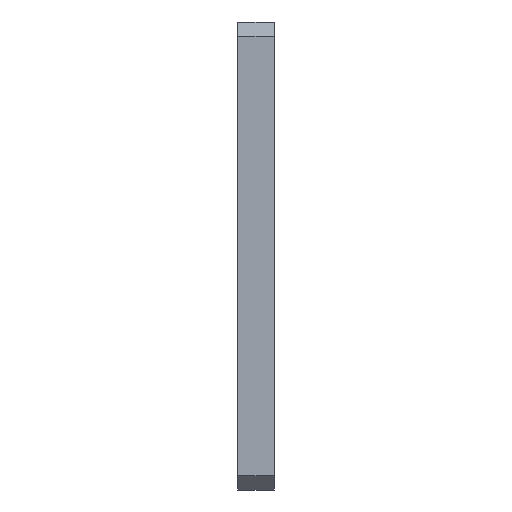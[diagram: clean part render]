
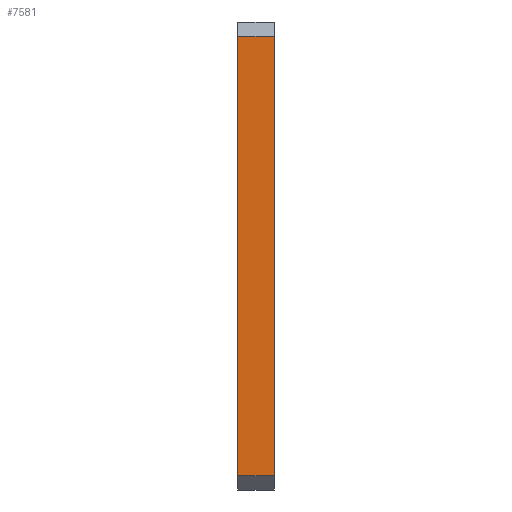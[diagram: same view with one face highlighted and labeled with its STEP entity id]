
A CAD part, front view. The second image highlights one B-rep face of the part: STEP entity #7581.
In plain terms, the highlighted planar face has unit normal (0, -1, 0).
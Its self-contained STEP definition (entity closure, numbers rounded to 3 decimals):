
#438=PLANE('',#8638);
#770=FACE_OUTER_BOUND('',#1211,.T.);
#1211=EDGE_LOOP('',(#6465,#6466,#6467,#6468));
#1416=LINE('',#11330,#1777);
#1426=LINE('',#11531,#1787);
#1428=LINE('',#11536,#1789);
#1713=LINE('',#13259,#2074);
#1777=VECTOR('',#8903,10.);
#1787=VECTOR('',#9101,10.);
#1789=VECTOR('',#9107,10.);
#2074=VECTOR('',#11074,10.);
#2868=VERTEX_POINT('',#11327);
#2869=VERTEX_POINT('',#11329);
#2966=VERTEX_POINT('',#11529);
#2967=VERTEX_POINT('',#11535);
#3685=EDGE_CURVE('',#2868,#2869,#1416,.T.);
#3786=EDGE_CURVE('',#2966,#2868,#1426,.T.);
#3788=EDGE_CURVE('',#2869,#2967,#1428,.T.);
#4630=EDGE_CURVE('',#2967,#2966,#1713,.T.);
#6465=ORIENTED_EDGE('',*,*,#3786,.F.);
#6466=ORIENTED_EDGE('',*,*,#4630,.F.);
#6467=ORIENTED_EDGE('',*,*,#3788,.F.);
#6468=ORIENTED_EDGE('',*,*,#3685,.F.);
#7581=ADVANCED_FACE('',(#770),#438,.T.);
#8638=AXIS2_PLACEMENT_3D('',#13258,#11072,#11073);
#8903=DIRECTION('',(0.,0.,1.));
#9101=DIRECTION('',(-1.,0.,0.));
#9107=DIRECTION('',(1.,0.,0.));
#11072=DIRECTION('center_axis',(0.,-1.,0.));
#11073=DIRECTION('ref_axis',(0.,0.,1.));
#11074=DIRECTION('',(0.,0.,-1.));
#11327=CARTESIAN_POINT('',(-82.7,-262.5,-945.));
#11329=CARTESIAN_POINT('',(-82.7,-262.5,-790.));
#11330=CARTESIAN_POINT('',(-82.7,-262.5,-785.));
#11529=CARTESIAN_POINT('',(-70.,-262.5,-945.));
#11531=CARTESIAN_POINT('',(-70.,-262.5,-945.));
#11535=CARTESIAN_POINT('',(-70.,-262.5,-790.));
#11536=CARTESIAN_POINT('',(-70.,-262.5,-790.));
#13258=CARTESIAN_POINT('Origin',(-70.,-262.5,-950.));
#13259=CARTESIAN_POINT('',(-70.,-262.5,-785.));
